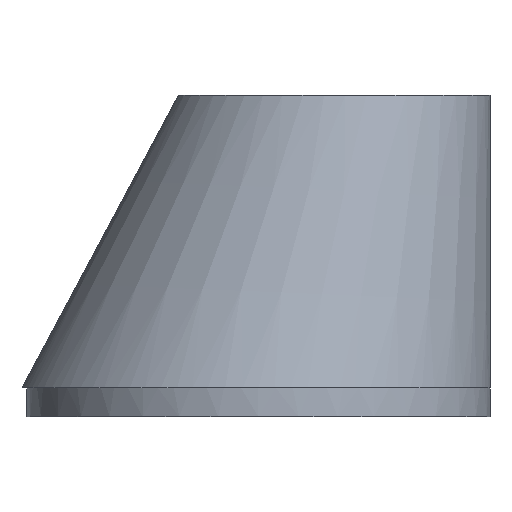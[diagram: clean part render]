
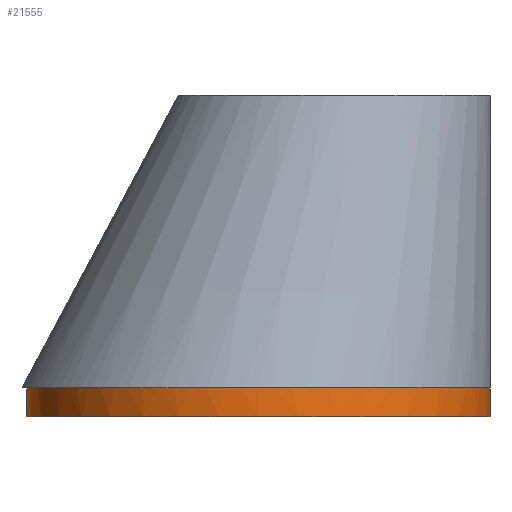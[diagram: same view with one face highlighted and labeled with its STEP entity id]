
A CAD part, front view. The second image highlights one B-rep face of the part: STEP entity #21555.
In plain terms, the highlighted cylindrical face has radius 593 mm (diameter 1186 mm), a partial arc.
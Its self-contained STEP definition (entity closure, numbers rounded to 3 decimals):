
#377 = CIRCLE ( 'NONE', #10402, 593. ) ;
#607 = FACE_OUTER_BOUND ( 'NONE', #8821, .T. ) ;
#719 = DIRECTION ( 'NONE',  ( 1., 0., 0. ) ) ;
#1073 = VERTEX_POINT ( 'NONE', #1748 ) ;
#1748 = CARTESIAN_POINT ( 'NONE',  ( -593., 0., 0. ) ) ;
#3262 = VERTEX_POINT ( 'NONE', #9466 ) ;
#4455 = ORIENTED_EDGE ( 'NONE', *, *, #20530, .T. ) ;
#5382 = VECTOR ( 'NONE', #14419, 1000. ) ;
#5768 = CYLINDRICAL_SURFACE ( 'NONE', #9336, 593. ) ;
#5819 = CARTESIAN_POINT ( 'NONE',  ( -593., 0., -74. ) ) ;
#8161 = DIRECTION ( 'NONE',  ( 1., 0., 0. ) ) ;
#8254 = VECTOR ( 'NONE', #14426, 1000. ) ;
#8266 = DIRECTION ( 'NONE',  ( 0., 0., 1. ) ) ;
#8275 = ORIENTED_EDGE ( 'NONE', *, *, #16465, .T. ) ;
#8821 = EDGE_LOOP ( 'NONE', ( #19370, #8275, #4455, #18247 ) ) ;
#9336 = AXIS2_PLACEMENT_3D ( 'NONE', #10931, #17782, #719 ) ;
#9466 = CARTESIAN_POINT ( 'NONE',  ( 593., 0., 0. ) ) ;
#10402 = AXIS2_PLACEMENT_3D ( 'NONE', #15215, #8266, #8161 ) ;
#10931 = CARTESIAN_POINT ( 'NONE',  ( 0., 0., -74. ) ) ;
#11250 = CARTESIAN_POINT ( 'NONE',  ( 0., 0., 0. ) ) ;
#11399 = CARTESIAN_POINT ( 'NONE',  ( 593., 0., -74. ) ) ;
#12398 = CARTESIAN_POINT ( 'NONE',  ( -593., 0., -74. ) ) ;
#13145 = DIRECTION ( 'NONE',  ( 0., 0., 1. ) ) ;
#13861 = VERTEX_POINT ( 'NONE', #11399 ) ;
#14200 = CARTESIAN_POINT ( 'NONE',  ( 593., 0., -74. ) ) ;
#14347 = AXIS2_PLACEMENT_3D ( 'NONE', #11250, #13145, #16530 ) ;
#14419 = DIRECTION ( 'NONE',  ( 0., 0., 1. ) ) ;
#14426 = DIRECTION ( 'NONE',  ( 0., 0., 1. ) ) ;
#14826 = VERTEX_POINT ( 'NONE', #5819 ) ;
#15215 = CARTESIAN_POINT ( 'NONE',  ( 0., 0., -74. ) ) ;
#15769 = LINE ( 'NONE', #12398, #5382 ) ;
#16465 = EDGE_CURVE ( 'NONE', #14826, #13861, #377, .T. ) ;
#16530 = DIRECTION ( 'NONE',  ( 1., 0., 0. ) ) ;
#17782 = DIRECTION ( 'NONE',  ( 0., 0., 1. ) ) ;
#18247 = ORIENTED_EDGE ( 'NONE', *, *, #20028, .F. ) ;
#18301 = CIRCLE ( 'NONE', #14347, 593. ) ;
#18896 = EDGE_CURVE ( 'NONE', #14826, #1073, #15769, .T. ) ;
#19257 = LINE ( 'NONE', #14200, #8254 ) ;
#19370 = ORIENTED_EDGE ( 'NONE', *, *, #18896, .F. ) ;
#20028 = EDGE_CURVE ( 'NONE', #1073, #3262, #18301, .T. ) ;
#20530 = EDGE_CURVE ( 'NONE', #13861, #3262, #19257, .T. ) ;
#21555 = ADVANCED_FACE ( 'NONE', ( #607 ), #5768, .T. ) ;
